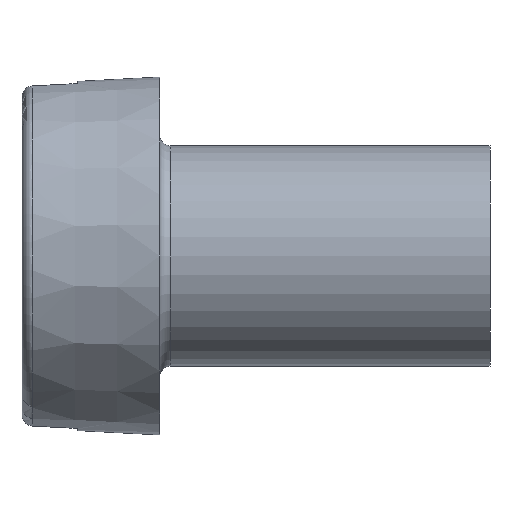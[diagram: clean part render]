
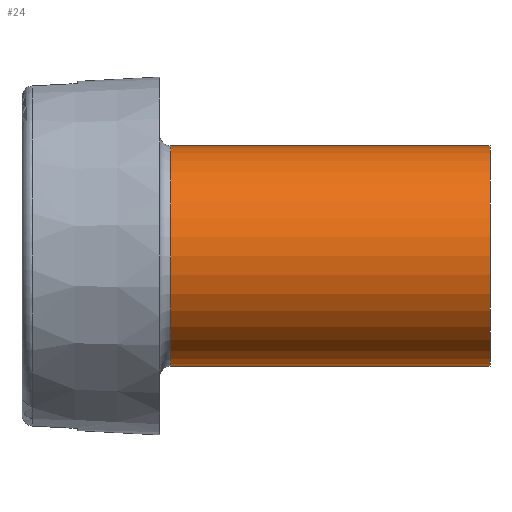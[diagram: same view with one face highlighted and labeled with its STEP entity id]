
A CAD part, front view. The second image highlights one B-rep face of the part: STEP entity #24.
In plain terms, the highlighted cylindrical face has radius 4 mm (diameter 8 mm), a partial arc.
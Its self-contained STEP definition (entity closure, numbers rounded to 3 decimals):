
#14 = EDGE_CURVE ( 'NONE', #259, #256, #287, .T. ) ;
#20 = EDGE_LOOP ( 'NONE', ( #23, #21, #41, #30 ) ) ;
#21 = ORIENTED_EDGE ( 'NONE', *, *, #14, .F. ) ;
#23 = ORIENTED_EDGE ( 'NONE', *, *, #257, .F. ) ;
#24 = ADVANCED_FACE ( 'NONE', ( #164 ), #152, .T. ) ;
#30 = ORIENTED_EDGE ( 'NONE', *, *, #211, .T. ) ;
#41 = ORIENTED_EDGE ( 'NONE', *, *, #244, .T. ) ;
#132 = DIRECTION ( 'NONE',  ( 0., 0., 1. ) ) ;
#152 = CYLINDRICAL_SURFACE ( 'NONE', #202, 4. ) ;
#156 = CARTESIAN_POINT ( 'NONE',  ( 17., 0., 0. ) ) ;
#164 = FACE_OUTER_BOUND ( 'NONE', #20, .T. ) ;
#201 = DIRECTION ( 'NONE',  ( -1., 0., 0. ) ) ;
#202 = AXIS2_PLACEMENT_3D ( 'NONE', #156, #201, #132 ) ;
#211 = EDGE_CURVE ( 'NONE', #222, #223, #319, .T. ) ;
#222 = VERTEX_POINT ( 'NONE', #357 ) ;
#223 = VERTEX_POINT ( 'NONE', #315 ) ;
#244 = EDGE_CURVE ( 'NONE', #259, #222, #378, .T. ) ;
#256 = VERTEX_POINT ( 'NONE', #458 ) ;
#257 = EDGE_CURVE ( 'NONE', #256, #223, #463, .T. ) ;
#259 = VERTEX_POINT ( 'NONE', #418 ) ;
#287 = CIRCLE ( 'NONE', #305, 4. ) ;
#302 = DIRECTION ( 'NONE',  ( 0., 0., -1. ) ) ;
#303 = DIRECTION ( 'NONE',  ( 1., 0., 0. ) ) ;
#304 = CARTESIAN_POINT ( 'NONE',  ( 17., 0., 0. ) ) ;
#305 = AXIS2_PLACEMENT_3D ( 'NONE', #304, #303, #302 ) ;
#315 = CARTESIAN_POINT ( 'NONE',  ( 5.4, 0., -4. ) ) ;
#316 = AXIS2_PLACEMENT_3D ( 'NONE', #364, #346, #321 ) ;
#319 = CIRCLE ( 'NONE', #316, 4. ) ;
#321 = DIRECTION ( 'NONE',  ( 0., 0., -1. ) ) ;
#346 = DIRECTION ( 'NONE',  ( 1., 0., 0. ) ) ;
#357 = CARTESIAN_POINT ( 'NONE',  ( 5.4, 0., 4. ) ) ;
#364 = CARTESIAN_POINT ( 'NONE',  ( 5.4, 0., 0. ) ) ;
#375 = DIRECTION ( 'NONE',  ( -1., 0., 0. ) ) ;
#377 = CARTESIAN_POINT ( 'NONE',  ( 17., 0., 4. ) ) ;
#378 = LINE ( 'NONE', #377, #379 ) ;
#379 = VECTOR ( 'NONE', #375, 1000. ) ;
#417 = CARTESIAN_POINT ( 'NONE',  ( 17., 0., -4. ) ) ;
#418 = CARTESIAN_POINT ( 'NONE',  ( 17., 0., 4. ) ) ;
#419 = DIRECTION ( 'NONE',  ( -1., 0., 0. ) ) ;
#420 = VECTOR ( 'NONE', #419, 1000. ) ;
#458 = CARTESIAN_POINT ( 'NONE',  ( 17., 0., -4. ) ) ;
#463 = LINE ( 'NONE', #417, #420 ) ;
